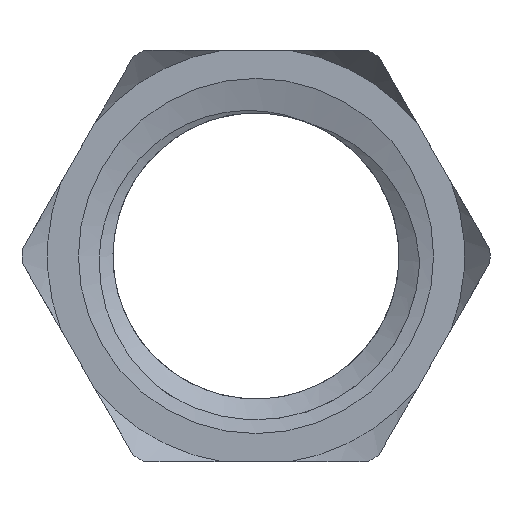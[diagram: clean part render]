
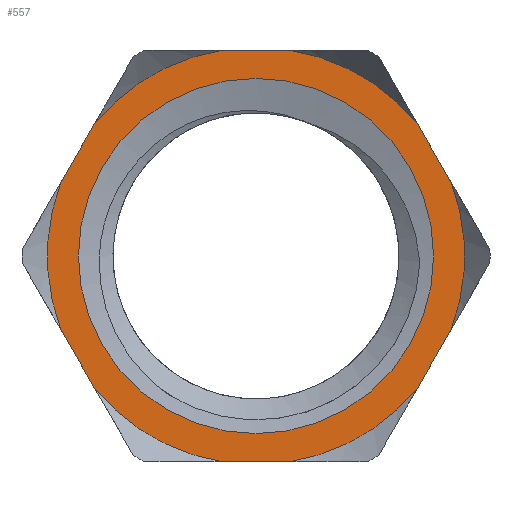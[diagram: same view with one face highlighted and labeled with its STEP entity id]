
A CAD part, left-side view. The second image highlights one B-rep face of the part: STEP entity #557.
In plain terms, the highlighted planar face has unit normal (-1, 0, 0).
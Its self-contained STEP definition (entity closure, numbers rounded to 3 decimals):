
#16=LINE('',#1283,#34);
#19=LINE('',#1306,#37);
#22=LINE('',#1329,#40);
#25=LINE('',#1352,#43);
#28=LINE('',#1375,#46);
#31=LINE('',#1398,#49);
#34=VECTOR('',#658,10.);
#37=VECTOR('',#663,10.);
#40=VECTOR('',#668,10.);
#43=VECTOR('',#673,10.);
#46=VECTOR('',#678,10.);
#49=VECTOR('',#683,10.);
#82=PLANE('',#626);
#96=FACE_BOUND('',#165,.T.);
#128=FACE_OUTER_BOUND('',#164,.T.);
#164=EDGE_LOOP('',(#494,#495,#496,#497,#498,#499,#500,#501,#502,#503,#504,
#505));
#165=EDGE_LOOP('',(#506));
#169=CIRCLE('',#570,6.471);
#189=CIRCLE('',#611,7.6);
#190=CIRCLE('',#613,7.6);
#191=CIRCLE('',#615,7.6);
#192=CIRCLE('',#617,7.6);
#193=CIRCLE('',#619,7.6);
#197=CIRCLE('',#627,7.6);
#212=VERTEX_POINT('',#810);
#223=VERTEX_POINT('',#1278);
#224=VERTEX_POINT('',#1282);
#230=VERTEX_POINT('',#1301);
#231=VERTEX_POINT('',#1305);
#237=VERTEX_POINT('',#1324);
#238=VERTEX_POINT('',#1328);
#244=VERTEX_POINT('',#1347);
#245=VERTEX_POINT('',#1351);
#251=VERTEX_POINT('',#1370);
#252=VERTEX_POINT('',#1374);
#258=VERTEX_POINT('',#1393);
#259=VERTEX_POINT('',#1397);
#266=EDGE_CURVE('',#212,#212,#169,.T.);
#282=EDGE_CURVE('',#224,#223,#16,.T.);
#289=EDGE_CURVE('',#231,#230,#19,.T.);
#296=EDGE_CURVE('',#238,#237,#22,.T.);
#303=EDGE_CURVE('',#245,#244,#25,.T.);
#310=EDGE_CURVE('',#252,#251,#28,.T.);
#317=EDGE_CURVE('',#259,#258,#31,.T.);
#336=EDGE_CURVE('',#238,#258,#189,.T.);
#337=EDGE_CURVE('',#224,#251,#190,.T.);
#338=EDGE_CURVE('',#231,#244,#191,.T.);
#339=EDGE_CURVE('',#245,#237,#192,.T.);
#340=EDGE_CURVE('',#252,#230,#193,.T.);
#344=EDGE_CURVE('',#259,#223,#197,.T.);
#494=ORIENTED_EDGE('',*,*,#282,.T.);
#495=ORIENTED_EDGE('',*,*,#344,.F.);
#496=ORIENTED_EDGE('',*,*,#317,.T.);
#497=ORIENTED_EDGE('',*,*,#336,.F.);
#498=ORIENTED_EDGE('',*,*,#296,.T.);
#499=ORIENTED_EDGE('',*,*,#339,.F.);
#500=ORIENTED_EDGE('',*,*,#303,.T.);
#501=ORIENTED_EDGE('',*,*,#338,.F.);
#502=ORIENTED_EDGE('',*,*,#289,.T.);
#503=ORIENTED_EDGE('',*,*,#340,.F.);
#504=ORIENTED_EDGE('',*,*,#310,.T.);
#505=ORIENTED_EDGE('',*,*,#337,.F.);
#506=ORIENTED_EDGE('',*,*,#266,.T.);
#557=ADVANCED_FACE('',(#128,#96),#82,.T.);
#570=AXIS2_PLACEMENT_3D('',#811,#637,#638);
#611=AXIS2_PLACEMENT_3D('',#1434,#737,#738);
#613=AXIS2_PLACEMENT_3D('',#1436,#741,#742);
#615=AXIS2_PLACEMENT_3D('',#1438,#745,#746);
#617=AXIS2_PLACEMENT_3D('',#1440,#749,#750);
#619=AXIS2_PLACEMENT_3D('',#1442,#753,#754);
#626=AXIS2_PLACEMENT_3D('',#1449,#767,#768);
#627=AXIS2_PLACEMENT_3D('',#1450,#769,#770);
#637=DIRECTION('center_axis',(1.,0.,0.));
#638=DIRECTION('ref_axis',(0.,1.,0.));
#658=DIRECTION('',(0.,1.,0.));
#663=DIRECTION('',(0.,-0.5,0.866));
#668=DIRECTION('',(0.,-0.5,-0.866));
#673=DIRECTION('',(0.,-1.,0.));
#678=DIRECTION('',(0.,0.5,0.866));
#683=DIRECTION('',(0.,0.5,-0.866));
#737=DIRECTION('center_axis',(1.,0.,0.));
#738=DIRECTION('ref_axis',(0.,0.,-1.));
#741=DIRECTION('center_axis',(1.,0.,0.));
#742=DIRECTION('ref_axis',(0.,0.,-1.));
#745=DIRECTION('center_axis',(1.,0.,0.));
#746=DIRECTION('ref_axis',(0.,0.,-1.));
#749=DIRECTION('center_axis',(1.,0.,0.));
#750=DIRECTION('ref_axis',(0.,0.,-1.));
#753=DIRECTION('center_axis',(1.,0.,0.));
#754=DIRECTION('ref_axis',(0.,0.,-1.));
#767=DIRECTION('center_axis',(-1.,0.,0.));
#768=DIRECTION('ref_axis',(0.,0.,1.));
#769=DIRECTION('center_axis',(1.,0.,0.));
#770=DIRECTION('ref_axis',(0.,0.,-1.));
#810=CARTESIAN_POINT('',(-3.5,6.471,0.));
#811=CARTESIAN_POINT('Origin',(-3.5,0.,0.));
#1278=CARTESIAN_POINT('',(-3.5,1.229,7.5));
#1282=CARTESIAN_POINT('',(-3.5,-1.229,7.5));
#1283=CARTESIAN_POINT('',(-3.5,5.826,7.5));
#1301=CARTESIAN_POINT('',(-3.5,-7.11,-2.686));
#1305=CARTESIAN_POINT('',(-3.5,-5.881,-4.814));
#1306=CARTESIAN_POINT('',(-3.5,-6.558,-3.641));
#1324=CARTESIAN_POINT('',(-3.5,5.881,-4.814));
#1328=CARTESIAN_POINT('',(-3.5,7.11,-2.686));
#1329=CARTESIAN_POINT('',(-3.5,6.432,-3.859));
#1347=CARTESIAN_POINT('',(-3.5,-1.229,-7.5));
#1351=CARTESIAN_POINT('',(-3.5,1.229,-7.5));
#1352=CARTESIAN_POINT('',(-3.5,1.774,-7.5));
#1370=CARTESIAN_POINT('',(-3.5,-5.881,4.814));
#1374=CARTESIAN_POINT('',(-3.5,-7.11,2.686));
#1375=CARTESIAN_POINT('',(-3.5,-4.532,7.15));
#1393=CARTESIAN_POINT('',(-3.5,7.11,2.686));
#1397=CARTESIAN_POINT('',(-3.5,5.881,4.814));
#1398=CARTESIAN_POINT('',(-3.5,8.458,0.35));
#1434=CARTESIAN_POINT('Origin',(-3.5,0.,0.));
#1436=CARTESIAN_POINT('Origin',(-3.5,0.,0.));
#1438=CARTESIAN_POINT('Origin',(-3.5,0.,0.));
#1440=CARTESIAN_POINT('Origin',(-3.5,0.,0.));
#1442=CARTESIAN_POINT('Origin',(-3.5,0.,0.));
#1449=CARTESIAN_POINT('Origin',(-3.5,7.6,0.));
#1450=CARTESIAN_POINT('Origin',(-3.5,0.,0.));
